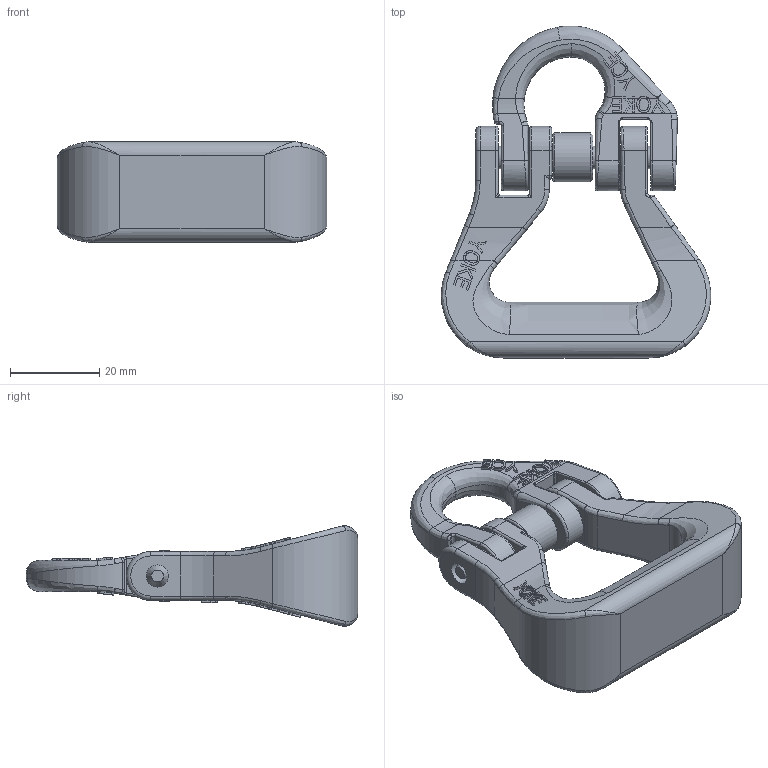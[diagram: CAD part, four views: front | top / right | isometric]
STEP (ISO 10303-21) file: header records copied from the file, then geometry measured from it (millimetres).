
FILE_DESCRIPTION(/* description */ (''),/* implementation_level */ '2;1');
FILE_NAME(/* name */ '8-016-06.stp',/* time_stamp */ '2019-03-19T01:05:03+08:00',/* author */ ('Tony'),/* organization */ (''),/* preprocessor_version */ 'ST-DEVELOPER v16.1',/* originating_system */ 'Autodesk Inventor 2016',/* authorisation */ '');
FILE_SCHEMA (('AUTOMOTIVE_DESIGN { 1 0 10303 214 3 1 1 }'));
Length unit declared in the file: millimetre
Products named in the file (1): 8-016-06
Bounding box: 60.46 x 74.49 x 22.5 mm (x, y, z)
Volume: 28819.1 mm3; surface area: 11998.5 mm2
Topology: 4 solids, 4 shells, 605 faces, 1589 edges, 1001 vertices
Faces by surface type: bspline 252, plane 226, cylinder 111, torus 13, cone 3
Full cylindrical faces by diameter (mm): 5 x8, 11 x1
Entity records: 24414 total; most frequent: CARTESIAN_POINT 11381, ORIENTED_EDGE 3134, DIRECTION 1914, EDGE_CURVE 1567, VERTEX_POINT 1000, LINE 702, VECTOR 702, EDGE_LOOP 649
